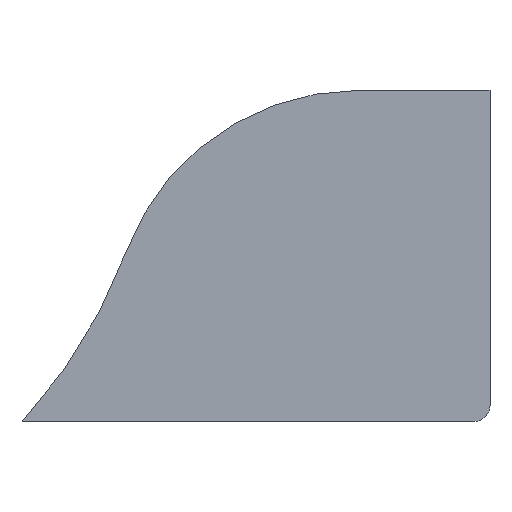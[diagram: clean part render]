
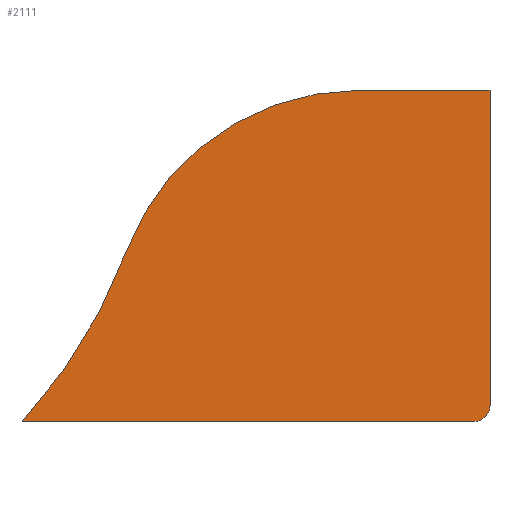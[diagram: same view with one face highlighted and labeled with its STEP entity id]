
A CAD part, front view. The second image highlights one B-rep face of the part: STEP entity #2111.
In plain terms, the highlighted planar face has unit normal (0, -1, 0).
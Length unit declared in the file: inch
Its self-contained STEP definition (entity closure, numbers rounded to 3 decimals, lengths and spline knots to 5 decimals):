
#60 = AXIS2_PLACEMENT_3D ( 'NONE', #143, #158, #390 ) ;
#119 = CIRCLE ( 'NONE', #2328, 0.75 ) ;
#143 = CARTESIAN_POINT ( 'NONE',  ( 2.51976, -0.0625, -1.0125 ) ) ;
#158 = DIRECTION ( 'NONE',  ( 0., -1., 0. ) ) ;
#179 = ORIENTED_EDGE ( 'NONE', *, *, #631, .T. ) ;
#262 = FACE_OUTER_BOUND ( 'NONE', #323, .T. ) ;
#323 = EDGE_LOOP ( 'NONE', ( #1940, #179, #1195, #1780, #614, #1668 ) ) ;
#340 = CARTESIAN_POINT ( 'NONE',  ( 2.51976, -0.0625, -1.0625 ) ) ;
#390 = DIRECTION ( 'NONE',  ( 0., 0., 1. ) ) ;
#402 = DIRECTION ( 'NONE',  ( 0., -1., 0. ) ) ;
#449 = VERTEX_POINT ( 'NONE', #786 ) ;
#493 = CARTESIAN_POINT ( 'NONE',  ( 1.56976, -0.0625, -0.0625 ) ) ;
#525 = LINE ( 'NONE', #2324, #2319 ) ;
#528 = DIRECTION ( 'NONE',  ( 0., -1., 0. ) ) ;
#540 = EDGE_CURVE ( 'NONE', #2789, #807, #2331, .T. ) ;
#614 = ORIENTED_EDGE ( 'NONE', *, *, #1298, .T. ) ;
#631 = EDGE_CURVE ( 'NONE', #2344, #662, #2746, .T. ) ;
#662 = VERTEX_POINT ( 'NONE', #2195 ) ;
#730 = VECTOR ( 'NONE', #2555, 39.37008 ) ;
#736 = PLANE ( 'NONE',  #1429 ) ;
#737 = DIRECTION ( 'NONE',  ( -1., 0., 0. ) ) ;
#786 = CARTESIAN_POINT ( 'NONE',  ( 2.56976, -0.0625, -0.0625 ) ) ;
#807 = VERTEX_POINT ( 'NONE', #2091 ) ;
#811 = EDGE_CURVE ( 'NONE', #2344, #2789, #525, .T. ) ;
#921 = VERTEX_POINT ( 'NONE', #2831 ) ;
#975 = LINE ( 'NONE', #493, #730 ) ;
#978 = DIRECTION ( 'NONE',  ( 0., 1., 0. ) ) ;
#1159 = CARTESIAN_POINT ( 'NONE',  ( 0., -0.0625, 0. ) ) ;
#1195 = ORIENTED_EDGE ( 'NONE', *, *, #2127, .F. ) ;
#1298 = EDGE_CURVE ( 'NONE', #921, #807, #119, .T. ) ;
#1327 = CARTESIAN_POINT ( 'NONE',  ( 2.17414, -0.0625, -0.8125 ) ) ;
#1398 = DIRECTION ( 'NONE',  ( 0., 0., 1. ) ) ;
#1422 = DIRECTION ( 'NONE',  ( 0., 0., -1. ) ) ;
#1429 = AXIS2_PLACEMENT_3D ( 'NONE', #1159, #978, #1398 ) ;
#1647 = CARTESIAN_POINT ( 'NONE',  ( 2.56976, -0.0625, -0.0625 ) ) ;
#1668 = ORIENTED_EDGE ( 'NONE', *, *, #540, .F. ) ;
#1755 = DIRECTION ( 'NONE',  ( 0., 0., 1. ) ) ;
#1780 = ORIENTED_EDGE ( 'NONE', *, *, #2477, .F. ) ;
#1846 = DIRECTION ( 'NONE',  ( 0., 0., 1. ) ) ;
#1940 = ORIENTED_EDGE ( 'NONE', *, *, #811, .F. ) ;
#2091 = CARTESIAN_POINT ( 'NONE',  ( 1.4716, -0.0625, -0.54995 ) ) ;
#2111 = ADVANCED_FACE ( 'NONE', ( #262 ), #736, .F. ) ;
#2127 = EDGE_CURVE ( 'NONE', #449, #662, #2796, .T. ) ;
#2181 = VECTOR ( 'NONE', #1422, 39.37008 ) ;
#2195 = CARTESIAN_POINT ( 'NONE',  ( 2.56976, -0.0625, -1.0125 ) ) ;
#2287 = CARTESIAN_POINT ( 'NONE',  ( 0., -0.0625, 0. ) ) ;
#2319 = VECTOR ( 'NONE', #737, 39.37008 ) ;
#2324 = CARTESIAN_POINT ( 'NONE',  ( 2.56976, -0.0625, -1.0625 ) ) ;
#2328 = AXIS2_PLACEMENT_3D ( 'NONE', #1327, #402, #1755 ) ;
#2331 = CIRCLE ( 'NONE', #2805, 1.571 ) ;
#2344 = VERTEX_POINT ( 'NONE', #340 ) ;
#2477 = EDGE_CURVE ( 'NONE', #921, #449, #975, .T. ) ;
#2555 = DIRECTION ( 'NONE',  ( 1., 0., 0. ) ) ;
#2690 = CARTESIAN_POINT ( 'NONE',  ( 1.15721, -0.0625, -1.0625 ) ) ;
#2746 = CIRCLE ( 'NONE', #60, 0.05 ) ;
#2789 = VERTEX_POINT ( 'NONE', #2690 ) ;
#2796 = LINE ( 'NONE', #1647, #2181 ) ;
#2805 = AXIS2_PLACEMENT_3D ( 'NONE', #2287, #528, #1846 ) ;
#2831 = CARTESIAN_POINT ( 'NONE',  ( 2.17414, -0.0625, -0.0625 ) ) ;
